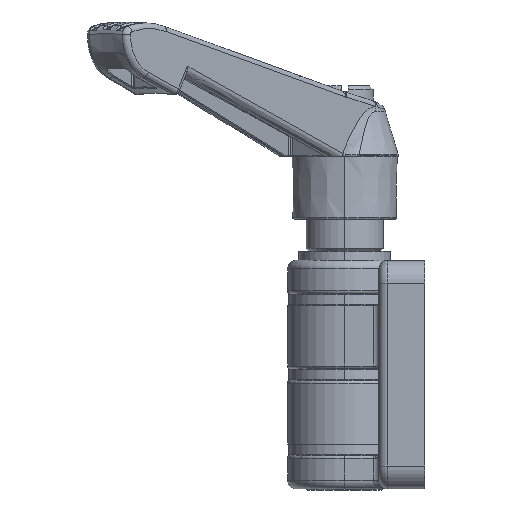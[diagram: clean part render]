
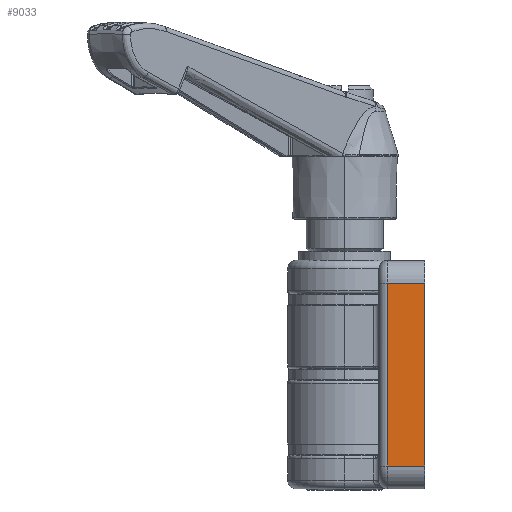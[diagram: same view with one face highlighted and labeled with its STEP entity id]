
A CAD part, left-side view. The second image highlights one B-rep face of the part: STEP entity #9033.
In plain terms, the highlighted planar face has unit normal (-1, 0, 0).
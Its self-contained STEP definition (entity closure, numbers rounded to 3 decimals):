
#523 = CARTESIAN_POINT ( 'NONE',  ( -37., -6., -16. ) ) ;
#1136 = VECTOR ( 'NONE', #35326, 1000. ) ;
#1452 = VERTEX_POINT ( 'NONE', #44472 ) ;
#1884 = VECTOR ( 'NONE', #15017, 1000. ) ;
#2138 = PLANE ( 'NONE',  #27441 ) ;
#3192 = CARTESIAN_POINT ( 'NONE',  ( -37., -14., -16. ) ) ;
#4786 = DIRECTION ( 'NONE',  ( 0., -1., 0. ) ) ;
#5198 = VECTOR ( 'NONE', #48784, 1000. ) ;
#6379 = ORIENTED_EDGE ( 'NONE', *, *, #47199, .F. ) ;
#7626 = LINE ( 'NONE', #39507, #1884 ) ;
#8108 = CARTESIAN_POINT ( 'NONE',  ( -37., -7.5, -16. ) ) ;
#9033 = ADVANCED_FACE ( 'NONE', ( #14756 ), #2138, .T. ) ;
#9249 = EDGE_CURVE ( 'NONE', #14981, #10782, #32851, .T. ) ;
#9845 = EDGE_CURVE ( 'NONE', #1452, #28799, #24127, .T. ) ;
#9918 = EDGE_LOOP ( 'NONE', ( #13047, #6379, #48297, #30454 ) ) ;
#10782 = VERTEX_POINT ( 'NONE', #3192 ) ;
#13047 = ORIENTED_EDGE ( 'NONE', *, *, #9845, .F. ) ;
#14756 = FACE_OUTER_BOUND ( 'NONE', #9918, .T. ) ;
#14981 = VERTEX_POINT ( 'NONE', #8108 ) ;
#15017 = DIRECTION ( 'NONE',  ( 0., 0., 1. ) ) ;
#24127 = LINE ( 'NONE', #35682, #1136 ) ;
#27441 = AXIS2_PLACEMENT_3D ( 'NONE', #47099, #49235, #29612 ) ;
#28799 = VERTEX_POINT ( 'NONE', #43183 ) ;
#29612 = DIRECTION ( 'NONE',  ( 0., 0., 1. ) ) ;
#30454 = ORIENTED_EDGE ( 'NONE', *, *, #42305, .T. ) ;
#32851 = LINE ( 'NONE', #523, #34728 ) ;
#34728 = VECTOR ( 'NONE', #4786, 1000. ) ;
#35326 = DIRECTION ( 'NONE',  ( 0., -1., 0. ) ) ;
#35682 = CARTESIAN_POINT ( 'NONE',  ( -37., 0., 16. ) ) ;
#36492 = CARTESIAN_POINT ( 'NONE',  ( -37., -14., -20. ) ) ;
#38376 = LINE ( 'NONE', #36492, #5198 ) ;
#39507 = CARTESIAN_POINT ( 'NONE',  ( -37., -7.5, -20. ) ) ;
#42305 = EDGE_CURVE ( 'NONE', #10782, #28799, #38376, .T. ) ;
#43183 = CARTESIAN_POINT ( 'NONE',  ( -37., -14., 16. ) ) ;
#44472 = CARTESIAN_POINT ( 'NONE',  ( -37., -7.5, 16. ) ) ;
#47099 = CARTESIAN_POINT ( 'NONE',  ( -37., -6., -20. ) ) ;
#47199 = EDGE_CURVE ( 'NONE', #14981, #1452, #7626, .T. ) ;
#48297 = ORIENTED_EDGE ( 'NONE', *, *, #9249, .T. ) ;
#48784 = DIRECTION ( 'NONE',  ( 0., 0., 1. ) ) ;
#49235 = DIRECTION ( 'NONE',  ( -1., 0., 0. ) ) ;
